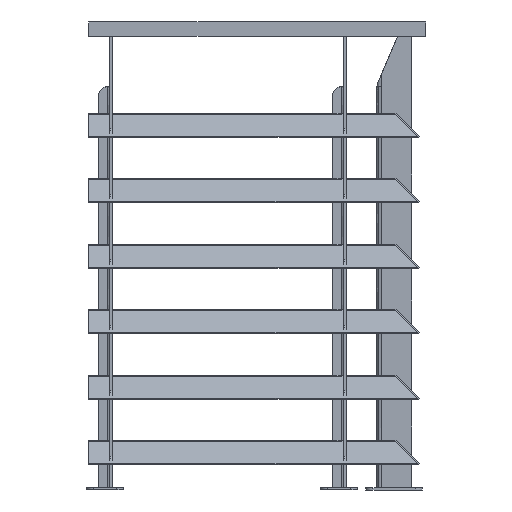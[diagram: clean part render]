
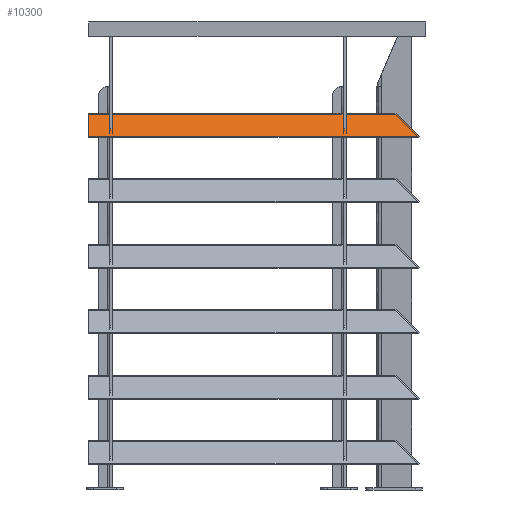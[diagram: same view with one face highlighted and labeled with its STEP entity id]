
A CAD part, front view. The second image highlights one B-rep face of the part: STEP entity #10300.
In plain terms, the highlighted free-form (B-spline) face has degree [1, 1] with [2, 2] control points.
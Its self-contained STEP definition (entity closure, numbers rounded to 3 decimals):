
#10157 = VERTEX_POINT('',#10158);
#10158 = CARTESIAN_POINT('',(12.803,-1377.003,
    805.048));
#10164 = VERTEX_POINT('',#10165);
#10165 = CARTESIAN_POINT('',(15.062,-1379.263,
    802.788));
#10170 = EDGE_CURVE('',#10157,#10164,#10171,.T.);
#10171 = B_SPLINE_CURVE_WITH_KNOTS('',1,(#10172,#10173),.UNSPECIFIED.,
  .F.,.F.,(2,2),(-1.837,1.837),
  .PIECEWISE_BEZIER_KNOTS.);
#10172 = CARTESIAN_POINT('',(12.803,-1377.003,
    805.048));
#10173 = CARTESIAN_POINT('',(15.062,-1379.263,
    802.788));
#10184 = VERTEX_POINT('',#10185);
#10185 = CARTESIAN_POINT('',(-39.916,-1324.285,
    857.766));
#10200 = VERTEX_POINT('',#10201);
#10201 = CARTESIAN_POINT('',(-734.904,-1324.285,
    857.766));
#10206 = EDGE_CURVE('',#10200,#10184,#10207,.T.);
#10207 = B_SPLINE_CURVE_WITH_KNOTS('',1,(#10208,#10209),.UNSPECIFIED.,
  .F.,.F.,(2,2),(-326.262,326.262),
  .PIECEWISE_BEZIER_KNOTS.);
#10208 = CARTESIAN_POINT('',(-734.904,-1324.285,
    857.766));
#10209 = CARTESIAN_POINT('',(-39.916,-1324.285,
    857.766));
#10228 = VERTEX_POINT('',#10229);
#10229 = CARTESIAN_POINT('',(-734.904,-1377.003,
    805.048));
#10234 = EDGE_CURVE('',#10228,#10200,#10235,.T.);
#10235 = B_SPLINE_CURVE_WITH_KNOTS('',1,(#10236,#10237),.UNSPECIFIED.,
  .F.,.F.,(2,2),(-35.,35.),
  .PIECEWISE_BEZIER_KNOTS.);
#10236 = CARTESIAN_POINT('',(-734.904,-1377.003,
    805.048));
#10237 = CARTESIAN_POINT('',(-734.904,-1324.285,
    857.766));
#10268 = EDGE_CURVE('',#10228,#10157,#10269,.T.);
#10269 = B_SPLINE_CURVE_WITH_KNOTS('',1,(#10270,#10271),.UNSPECIFIED.,
  .F.,.F.,(2,2),(-351.01,351.01),
  .PIECEWISE_BEZIER_KNOTS.);
#10270 = CARTESIAN_POINT('',(-734.904,-1377.003,
    805.048));
#10271 = CARTESIAN_POINT('',(12.803,-1377.003,
    805.048));
#10284 = EDGE_CURVE('',#10285,#10184,#10287,.T.);
#10285 = VERTEX_POINT('',#10286);
#10286 = CARTESIAN_POINT('',(-37.656,-1326.544,
    855.507));
#10287 = B_SPLINE_CURVE_WITH_KNOTS('',1,(#10288,#10289),.UNSPECIFIED.,
  .F.,.F.,(2,2),(-1.837,1.837),
  .PIECEWISE_BEZIER_KNOTS.);
#10288 = CARTESIAN_POINT('',(-37.656,-1326.544,
    855.507));
#10289 = CARTESIAN_POINT('',(-39.916,-1324.285,
    857.766));
#10300 = ADVANCED_FACE('',(#10301),#10327,.F.);
#10301 = FACE_BOUND('',#10302,.T.);
#10302 = EDGE_LOOP('',(#10303,#10304,#10311,#10318,#10323,#10324,#10325,
    #10326));
#10303 = ORIENTED_EDGE('',*,*,#10170,.T.);
#10304 = ORIENTED_EDGE('',*,*,#10305,.T.);
#10305 = EDGE_CURVE('',#10164,#10306,#10308,.T.);
#10306 = VERTEX_POINT('',#10307);
#10307 = CARTESIAN_POINT('',(17.322,-1377.003,
    805.048));
#10308 = B_SPLINE_CURVE_WITH_KNOTS('',1,(#10309,#10310),.UNSPECIFIED.,
  .F.,.F.,(2,2),(-1.837,1.837),
  .PIECEWISE_BEZIER_KNOTS.);
#10309 = CARTESIAN_POINT('',(15.062,-1379.263,
    802.788));
#10310 = CARTESIAN_POINT('',(17.322,-1377.003,
    805.048));
#10311 = ORIENTED_EDGE('',*,*,#10312,.T.);
#10312 = EDGE_CURVE('',#10306,#10313,#10315,.T.);
#10313 = VERTEX_POINT('',#10314);
#10314 = CARTESIAN_POINT('',(-35.397,-1324.285,
    857.766));
#10315 = B_SPLINE_CURVE_WITH_KNOTS('',1,(#10316,#10317),.UNSPECIFIED.,
  .F.,.F.,(2,2),(-42.866,42.866),
  .PIECEWISE_BEZIER_KNOTS.);
#10316 = CARTESIAN_POINT('',(17.322,-1377.003,
    805.048));
#10317 = CARTESIAN_POINT('',(-35.397,-1324.285,
    857.766));
#10318 = ORIENTED_EDGE('',*,*,#10319,.T.);
#10319 = EDGE_CURVE('',#10313,#10285,#10320,.T.);
#10320 = B_SPLINE_CURVE_WITH_KNOTS('',1,(#10321,#10322),.UNSPECIFIED.,
  .F.,.F.,(2,2),(-1.837,1.837),
  .PIECEWISE_BEZIER_KNOTS.);
#10321 = CARTESIAN_POINT('',(-35.397,-1324.285,
    857.766));
#10322 = CARTESIAN_POINT('',(-37.656,-1326.544,
    855.507));
#10323 = ORIENTED_EDGE('',*,*,#10284,.T.);
#10324 = ORIENTED_EDGE('',*,*,#10206,.F.);
#10325 = ORIENTED_EDGE('',*,*,#10234,.F.);
#10326 = ORIENTED_EDGE('',*,*,#10268,.T.);
#10327 = B_SPLINE_SURFACE_WITH_KNOTS('',1,1,(
    (#10328,#10329)
    ,(#10330,#10331
    )),.UNSPECIFIED.,.F.,.F.,.F.,(2,2),(2,2),(-3.,
    70.),(0.,706.263),.PIECEWISE_BEZIER_KNOTS.);
#10328 = CARTESIAN_POINT('',(-734.904,-1379.263,
    802.788));
#10329 = CARTESIAN_POINT('',(17.322,-1379.263,
    802.788));
#10330 = CARTESIAN_POINT('',(-734.904,-1324.285,
    857.766));
#10331 = CARTESIAN_POINT('',(17.322,-1324.285,
    857.766));
